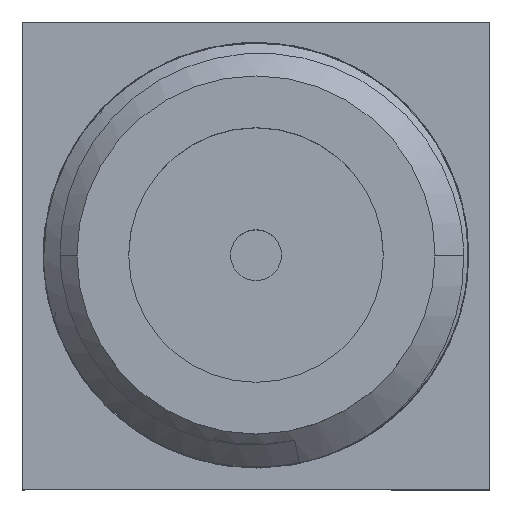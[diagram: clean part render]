
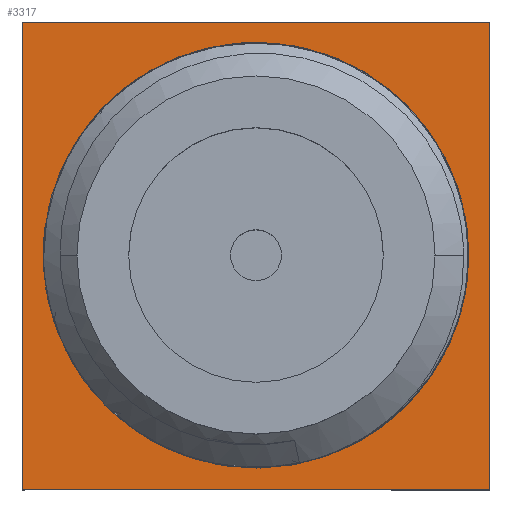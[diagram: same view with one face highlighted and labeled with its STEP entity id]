
A CAD part, top view. The second image highlights one B-rep face of the part: STEP entity #3317.
In plain terms, the highlighted planar face has unit normal (0, 0, 1).
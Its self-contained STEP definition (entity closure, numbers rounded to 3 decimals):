
#111 = PLANE ( 'NONE',  #490 ) ;
#201 = VECTOR ( 'NONE', #3442, 1000. ) ;
#227 = EDGE_LOOP ( 'NONE', ( #1036, #4499 ) ) ;
#238 = AXIS2_PLACEMENT_3D ( 'NONE', #4120, #1622, #3261 ) ;
#277 = LINE ( 'NONE', #1730, #2300 ) ;
#490 = AXIS2_PLACEMENT_3D ( 'NONE', #4047, #1910, #4421 ) ;
#737 = EDGE_CURVE ( 'NONE', #4069, #3005, #277, .T. ) ;
#740 = CARTESIAN_POINT ( 'NONE',  ( -3.175, 0., 1.808 ) ) ;
#830 = VERTEX_POINT ( 'NONE', #1741 ) ;
#990 = EDGE_CURVE ( 'NONE', #3194, #1067, #1122, .T. ) ;
#1036 = ORIENTED_EDGE ( 'NONE', *, *, #990, .F. ) ;
#1037 = LINE ( 'NONE', #3790, #201 ) ;
#1067 = VERTEX_POINT ( 'NONE', #2657 ) ;
#1122 = CIRCLE ( 'NONE', #1623, 3.175 ) ;
#1368 = ORIENTED_EDGE ( 'NONE', *, *, #737, .T. ) ;
#1415 = CARTESIAN_POINT ( 'NONE',  ( 3.5, 3.5, 1.808 ) ) ;
#1511 = ORIENTED_EDGE ( 'NONE', *, *, #3499, .T. ) ;
#1622 = DIRECTION ( 'NONE',  ( 0., 0., 1. ) ) ;
#1623 = AXIS2_PLACEMENT_3D ( 'NONE', #2995, #3803, #2325 ) ;
#1659 = EDGE_CURVE ( 'NONE', #1067, #3194, #3214, .T. ) ;
#1730 = CARTESIAN_POINT ( 'NONE',  ( 3.5, 3.5, 1.808 ) ) ;
#1741 = CARTESIAN_POINT ( 'NONE',  ( -3.5, 3.5, 1.808 ) ) ;
#1781 = DIRECTION ( 'NONE',  ( 0., -1., 0. ) ) ;
#1910 = DIRECTION ( 'NONE',  ( 0., 0., 1. ) ) ;
#2202 = EDGE_LOOP ( 'NONE', ( #1511, #3574, #3930, #1368 ) ) ;
#2300 = VECTOR ( 'NONE', #3514, 1000. ) ;
#2323 = CARTESIAN_POINT ( 'NONE',  ( -3.5, -3.5, 1.808 ) ) ;
#2325 = DIRECTION ( 'NONE',  ( -1., 0., 0. ) ) ;
#2326 = VERTEX_POINT ( 'NONE', #2323 ) ;
#2337 = DIRECTION ( 'NONE',  ( -1., 0., 0. ) ) ;
#2379 = CARTESIAN_POINT ( 'NONE',  ( 3.5, -3.5, 1.808 ) ) ;
#2657 = CARTESIAN_POINT ( 'NONE',  ( 3.175, 0., 1.808 ) ) ;
#2720 = VECTOR ( 'NONE', #2337, 1000. ) ;
#2995 = CARTESIAN_POINT ( 'NONE',  ( 0., 0., 1.808 ) ) ;
#3005 = VERTEX_POINT ( 'NONE', #1415 ) ;
#3016 = EDGE_CURVE ( 'NONE', #830, #2326, #3679, .T. ) ;
#3060 = VECTOR ( 'NONE', #1781, 1000. ) ;
#3169 = FACE_BOUND ( 'NONE', #227, .T. ) ;
#3194 = VERTEX_POINT ( 'NONE', #740 ) ;
#3214 = CIRCLE ( 'NONE', #238, 3.175 ) ;
#3261 = DIRECTION ( 'NONE',  ( -1., 0., 0. ) ) ;
#3317 = ADVANCED_FACE ( 'NONE', ( #3169, #4229 ), #111, .T. ) ;
#3393 = CARTESIAN_POINT ( 'NONE',  ( -3.5, 3.5, 1.808 ) ) ;
#3442 = DIRECTION ( 'NONE',  ( 1., 0., 0. ) ) ;
#3499 = EDGE_CURVE ( 'NONE', #3005, #830, #4405, .T. ) ;
#3514 = DIRECTION ( 'NONE',  ( 0., 1., 0. ) ) ;
#3574 = ORIENTED_EDGE ( 'NONE', *, *, #3016, .T. ) ;
#3679 = LINE ( 'NONE', #4648, #3060 ) ;
#3790 = CARTESIAN_POINT ( 'NONE',  ( -3.5, -3.5, 1.808 ) ) ;
#3803 = DIRECTION ( 'NONE',  ( 0., 0., 1. ) ) ;
#3930 = ORIENTED_EDGE ( 'NONE', *, *, #4472, .T. ) ;
#4047 = CARTESIAN_POINT ( 'NONE',  ( -3.5, 3.5, 1.808 ) ) ;
#4069 = VERTEX_POINT ( 'NONE', #2379 ) ;
#4120 = CARTESIAN_POINT ( 'NONE',  ( 0., 0., 1.808 ) ) ;
#4229 = FACE_OUTER_BOUND ( 'NONE', #2202, .T. ) ;
#4405 = LINE ( 'NONE', #3393, #2720 ) ;
#4421 = DIRECTION ( 'NONE',  ( 1., 0., 0. ) ) ;
#4472 = EDGE_CURVE ( 'NONE', #2326, #4069, #1037, .T. ) ;
#4499 = ORIENTED_EDGE ( 'NONE', *, *, #1659, .F. ) ;
#4648 = CARTESIAN_POINT ( 'NONE',  ( -3.5, 3.5, 1.808 ) ) ;
